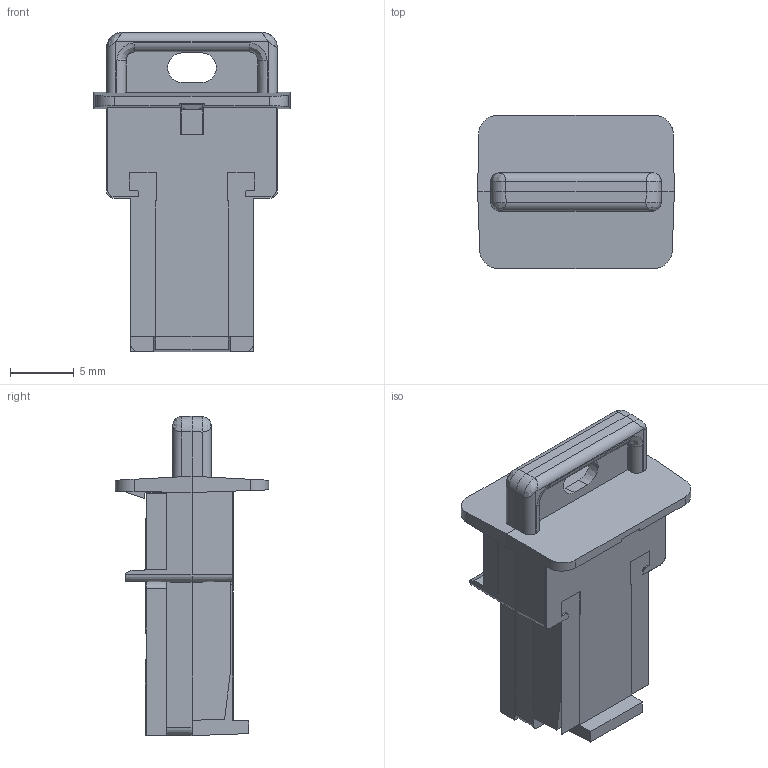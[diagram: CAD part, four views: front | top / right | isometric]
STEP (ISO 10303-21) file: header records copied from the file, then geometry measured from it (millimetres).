
FILE_DESCRIPTION((''),'2;1');
FILE_NAME('AK-APPLICATION_KEY-087H9800_ASM','2015-04-17T',('u317927'),('Danfoss'),'PRO/ENGINEER BY PARAMETRIC TECHNOLOGY CORPORATION, 2014000','PRO/ENGINEER BY PARAMETRIC TECHNOLOGY CORPORATION, 2014000','');
FILE_SCHEMA(('CONFIG_CONTROL_DESIGN'));
Length unit declared in the file: millimetre
Products named in the file (4): 087H3617_AK-COVER; 087H3764_AK-LABEL; 087H3429_AK-PCB; AK-APPLICATION_KEY-087H9800_ASM
Assembly tree (3 placements, depth 2):
  AK-APPLICATION_KEY-087H9800_ASM
    087H3617_AK-COVER
    087H3764_AK-LABEL
    087H3429_AK-PCB
Bounding box: 15.4 x 12 x 25 mm (x, y, z)
Volume: 1050.7 mm3; surface area: 2432.1 mm2
Topology: 3 solids, 3 shells, 429 faces, 1175 edges, 762 vertices
Faces by surface type: plane 261, extrusion 86, cylinder 40, cone 34, bspline 8
Entity records: 14318 total; most frequent: CARTESIAN_POINT 3704, ORIENTED_EDGE 2350, DIRECTION 1831, EDGE_CURVE 1175, VECTOR 943, LINE 857, VERTEX_POINT 762, EDGE_LOOP 451
